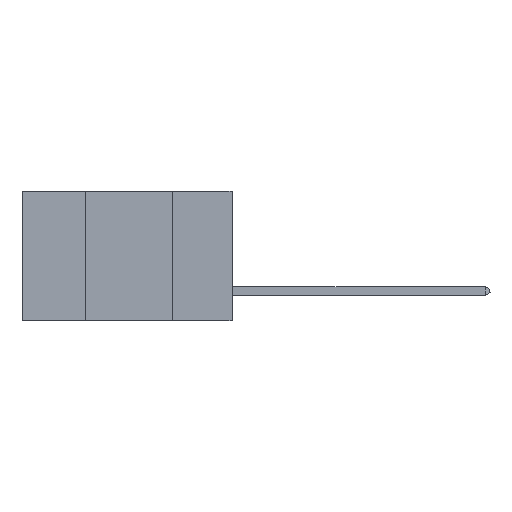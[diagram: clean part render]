
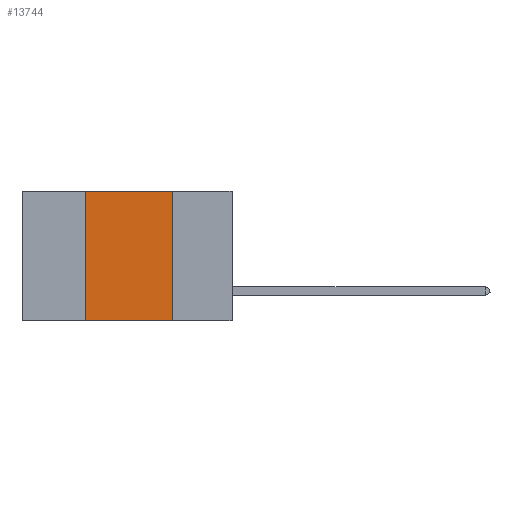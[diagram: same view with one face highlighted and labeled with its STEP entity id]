
A CAD part, left-side view. The second image highlights one B-rep face of the part: STEP entity #13744.
In plain terms, the highlighted planar face has unit normal (-1, 0, 0).
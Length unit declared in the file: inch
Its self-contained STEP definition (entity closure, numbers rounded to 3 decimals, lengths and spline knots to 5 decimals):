
#17 = AXIS2_PLACEMENT_3D ( 'NONE', #204, #5241, #14298 ) ;
#112 = VERTEX_POINT ( 'NONE', #292 ) ;
#204 = CARTESIAN_POINT ( 'NONE',  ( 0., 0.6, 0. ) ) ;
#292 = CARTESIAN_POINT ( 'NONE',  ( 0., 0.42, -0.37 ) ) ;
#566 = CARTESIAN_POINT ( 'NONE',  ( 0., 0.6, -0.37 ) ) ;
#663 = LINE ( 'NONE', #566, #7907 ) ;
#703 = EDGE_CURVE ( 'NONE', #7030, #5306, #11377, .T. ) ;
#868 = CARTESIAN_POINT ( 'NONE',  ( 0., 0.42, 0. ) ) ;
#883 = FACE_OUTER_BOUND ( 'NONE', #8822, .T. ) ;
#1063 = CARTESIAN_POINT ( 'NONE',  ( 0., 0.17, -0.37 ) ) ;
#1141 = LINE ( 'NONE', #7483, #4117 ) ;
#2181 = ORIENTED_EDGE ( 'NONE', *, *, #10920, .F. ) ;
#2894 = CARTESIAN_POINT ( 'NONE',  ( 0., 0.17, 0. ) ) ;
#3214 = VECTOR ( 'NONE', #8794, 39.37008 ) ;
#3832 = PLANE ( 'NONE',  #17 ) ;
#3925 = CARTESIAN_POINT ( 'NONE',  ( 0., 0.17, 0. ) ) ;
#4117 = VECTOR ( 'NONE', #12679, 39.37008 ) ;
#5241 = DIRECTION ( 'NONE',  ( 1., 0., 0. ) ) ;
#5306 = VERTEX_POINT ( 'NONE', #1063 ) ;
#6723 = ORIENTED_EDGE ( 'NONE', *, *, #14818, .F. ) ;
#7030 = VERTEX_POINT ( 'NONE', #3925 ) ;
#7070 = DIRECTION ( 'NONE',  ( 0., -1., 0. ) ) ;
#7430 = VERTEX_POINT ( 'NONE', #15806 ) ;
#7483 = CARTESIAN_POINT ( 'NONE',  ( 0., 0.6, 0. ) ) ;
#7907 = VECTOR ( 'NONE', #7070, 39.37008 ) ;
#8344 = ORIENTED_EDGE ( 'NONE', *, *, #13282, .T. ) ;
#8794 = DIRECTION ( 'NONE',  ( 0., 0., 1. ) ) ;
#8822 = EDGE_LOOP ( 'NONE', ( #16330, #2181, #6723, #8344 ) ) ;
#10920 = EDGE_CURVE ( 'NONE', #7430, #7030, #1141, .T. ) ;
#10983 = VECTOR ( 'NONE', #11707, 39.37008 ) ;
#11377 = LINE ( 'NONE', #2894, #10983 ) ;
#11707 = DIRECTION ( 'NONE',  ( 0., 0., -1. ) ) ;
#12679 = DIRECTION ( 'NONE',  ( 0., -1., 0. ) ) ;
#13282 = EDGE_CURVE ( 'NONE', #112, #5306, #663, .T. ) ;
#13744 = ADVANCED_FACE ( 'NONE', ( #883 ), #3832, .F. ) ;
#13941 = LINE ( 'NONE', #868, #3214 ) ;
#14298 = DIRECTION ( 'NONE',  ( 0., 0., -1. ) ) ;
#14818 = EDGE_CURVE ( 'NONE', #112, #7430, #13941, .T. ) ;
#15806 = CARTESIAN_POINT ( 'NONE',  ( 0., 0.42, 0. ) ) ;
#16330 = ORIENTED_EDGE ( 'NONE', *, *, #703, .F. ) ;
